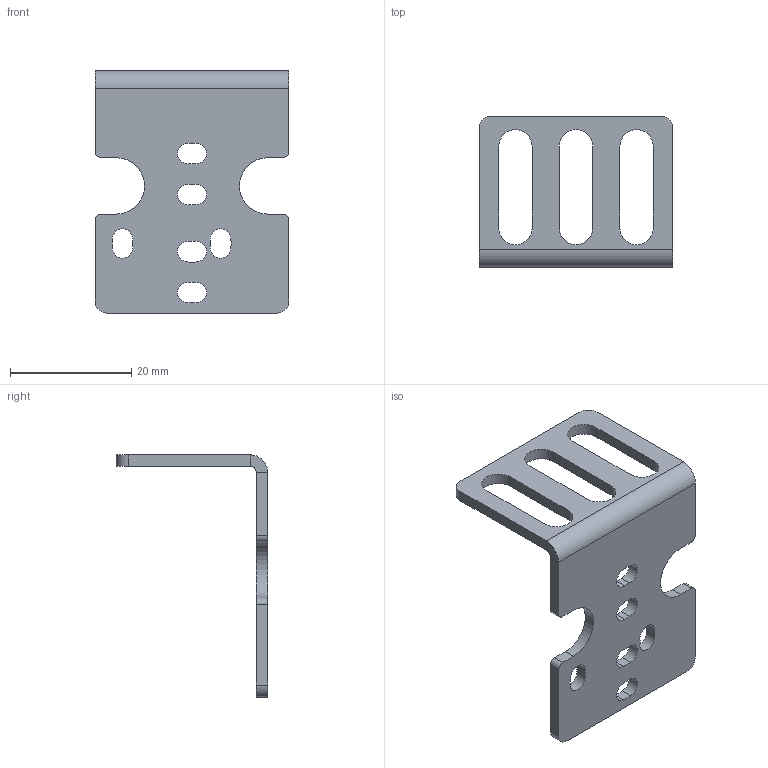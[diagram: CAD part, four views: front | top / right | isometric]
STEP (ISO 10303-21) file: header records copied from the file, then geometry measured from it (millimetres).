
FILE_DESCRIPTION((''),'2;1');
FILE_NAME('178372_ASM','2016-04-20T',('pdmadmin'),(''),'PRO/ENGINEER BY PARAMETRIC TECHNOLOGY CORPORATION, 2016010','PRO/ENGINEER BY PARAMETRIC TECHNOLOGY CORPORATION, 2016010','');
FILE_SCHEMA(('CONFIG_CONTROL_DESIGN'));
Length unit declared in the file: millimetre
Products named in the file (2): 154020; 178372_ASM
Assembly tree (1 placements, depth 2):
  178372_ASM
    154020
Bounding box: 32 x 25 x 40 mm (x, y, z)
Volume: 2807.6 mm3; surface area: 3757 mm2
Topology: 1 solids, 1 shells, 66 faces, 184 edges, 120 vertices
Faces by surface type: cylinder 42, plane 24
Entity records: 2251 total; most frequent: DIRECTION 406, CARTESIAN_POINT 373, ORIENTED_EDGE 368, EDGE_CURVE 184, AXIS2_PLACEMENT_3D 153, VERTEX_POINT 120, VECTOR 100, LINE 100
